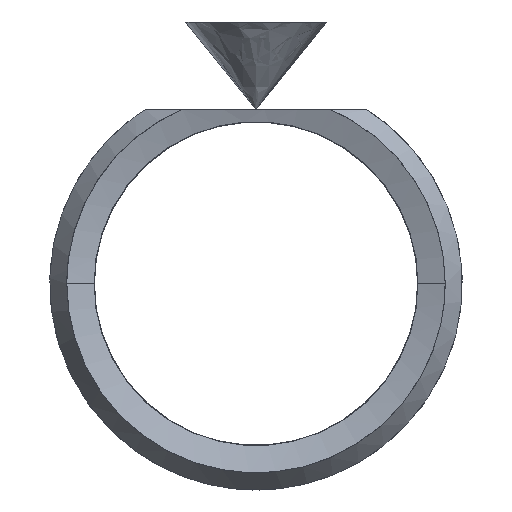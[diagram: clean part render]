
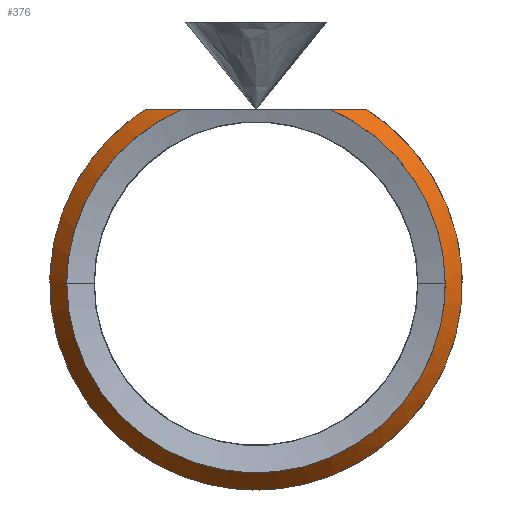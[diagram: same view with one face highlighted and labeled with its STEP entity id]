
A CAD part, top view. The second image highlights one B-rep face of the part: STEP entity #376.
In plain terms, the highlighted free-form (B-spline) face has degree [2, 1] with [7, 2] control points.
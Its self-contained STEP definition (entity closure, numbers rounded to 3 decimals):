
#376 = ADVANCED_FACE('',(#377),#439,.T.);
#377 = FACE_BOUND('',#378,.T.);
#378 = EDGE_LOOP('',(#379,#389,#401,#411,#423,#431));
#379 = ORIENTED_EDGE('',*,*,#380,.T.);
#380 = EDGE_CURVE('',#381,#383,#385,.T.);
#381 = VERTEX_POINT('',#382);
#382 = CARTESIAN_POINT('',(142.112,0.,
    17.653));
#383 = VERTEX_POINT('',#384);
#384 = CARTESIAN_POINT('',(55.276,130.921,
    17.653));
#385 = ( BOUNDED_CURVE() B_SPLINE_CURVE(2,(#386,#387,#388),
.UNSPECIFIED.,.F.,.F.) B_SPLINE_CURVE_WITH_KNOTS((3,3),(0.,
1.171),.PIECEWISE_BEZIER_KNOTS.) CURVE() 
GEOMETRIC_REPRESENTATION_ITEM() RATIONAL_B_SPLINE_CURVE((1.,
0.833,1.)) REPRESENTATION_ITEM('') );
#386 = CARTESIAN_POINT('',(142.112,0.,17.653));
#387 = CARTESIAN_POINT('',(142.112,94.258,
    17.653));
#388 = CARTESIAN_POINT('',(55.276,130.921,
    17.653));
#389 = ORIENTED_EDGE('',*,*,#390,.T.);
#390 = EDGE_CURVE('',#383,#391,#393,.T.);
#391 = VERTEX_POINT('',#392);
#392 = CARTESIAN_POINT('',(82.857,130.921,0.));
#393 = B_SPLINE_CURVE_WITH_KNOTS('',3,(#394,#395,#396,#397,#398,#399,
    #400),.UNSPECIFIED.,.F.,.F.,(4,1,1,1,4),(0.,0.25,0.5,0.75,1.),
  .QUASI_UNIFORM_KNOTS.);
#394 = CARTESIAN_POINT('',(55.276,130.921,
    17.653));
#395 = CARTESIAN_POINT('',(57.403,130.921,
    16.514));
#396 = CARTESIAN_POINT('',(61.738,130.921,
    14.082));
#397 = CARTESIAN_POINT('',(68.457,130.921,
    9.966));
#398 = CARTESIAN_POINT('',(75.452,130.921,
    5.331));
#399 = CARTESIAN_POINT('',(80.354,130.921,
    1.843));
#400 = CARTESIAN_POINT('',(82.857,130.921,0.));
#401 = ORIENTED_EDGE('',*,*,#402,.T.);
#402 = EDGE_CURVE('',#391,#403,#405,.T.);
#403 = VERTEX_POINT('',#404);
#404 = CARTESIAN_POINT('',(-82.857,130.921,0.));
#405 = ( BOUNDED_CURVE() B_SPLINE_CURVE(2,(#406,#407,#408,#409,#410),
.UNSPECIFIED.,.F.,.F.) B_SPLINE_CURVE_WITH_KNOTS((3,2,3),(0.,
2.577,5.155),.PIECEWISE_BEZIER_KNOTS.) CURVE() 
GEOMETRIC_REPRESENTATION_ITEM() RATIONAL_B_SPLINE_CURVE((1.,
0.278,1.,0.278,1.)) REPRESENTATION_ITEM('') );
#406 = CARTESIAN_POINT('',(82.857,130.921,
    0.));
#407 = CARTESIAN_POINT('',(534.537,-154.937,
    0.));
#408 = CARTESIAN_POINT('',(0.,-154.937,
    0.));
#409 = CARTESIAN_POINT('',(-534.537,-154.937,
    0.));
#410 = CARTESIAN_POINT('',(-82.857,130.921,
    0.));
#411 = ORIENTED_EDGE('',*,*,#412,.T.);
#412 = EDGE_CURVE('',#403,#413,#415,.T.);
#413 = VERTEX_POINT('',#414);
#414 = CARTESIAN_POINT('',(-55.276,130.921,
    17.653));
#415 = B_SPLINE_CURVE_WITH_KNOTS('',3,(#416,#417,#418,#419,#420,#421,
    #422),.UNSPECIFIED.,.F.,.F.,(4,1,1,1,4),(0.,0.25,0.5,0.75,1.),
  .QUASI_UNIFORM_KNOTS.);
#416 = CARTESIAN_POINT('',(-82.857,130.921,0.));
#417 = CARTESIAN_POINT('',(-80.357,130.921,
    1.84));
#418 = CARTESIAN_POINT('',(-75.46,130.921,
    5.325));
#419 = CARTESIAN_POINT('',(-68.466,130.921,
    9.96));
#420 = CARTESIAN_POINT('',(-61.744,130.921,
    14.078));
#421 = CARTESIAN_POINT('',(-57.405,130.921,
    16.513));
#422 = CARTESIAN_POINT('',(-55.276,130.921,
    17.653));
#423 = ORIENTED_EDGE('',*,*,#424,.T.);
#424 = EDGE_CURVE('',#413,#425,#427,.T.);
#425 = VERTEX_POINT('',#426);
#426 = CARTESIAN_POINT('',(-142.112,0.,
    17.653));
#427 = ( BOUNDED_CURVE() B_SPLINE_CURVE(2,(#428,#429,#430),
.UNSPECIFIED.,.F.,.F.) B_SPLINE_CURVE_WITH_KNOTS((3,3),(
0.,1.171),.PIECEWISE_BEZIER_KNOTS.) CURVE() 
GEOMETRIC_REPRESENTATION_ITEM() RATIONAL_B_SPLINE_CURVE((1.,
0.833,1.)) REPRESENTATION_ITEM('') );
#428 = CARTESIAN_POINT('',(-55.276,130.921,
    17.653));
#429 = CARTESIAN_POINT('',(-142.112,94.258,
    17.653));
#430 = CARTESIAN_POINT('',(-142.112,0.,
    17.653));
#431 = ORIENTED_EDGE('',*,*,#432,.T.);
#432 = EDGE_CURVE('',#425,#381,#433,.T.);
#433 = ( BOUNDED_CURVE() B_SPLINE_CURVE(2,(#434,#435,#436,#437,#438),
.UNSPECIFIED.,.F.,.F.) B_SPLINE_CURVE_WITH_KNOTS((3,2,3),(0.,
1.571,3.142),.PIECEWISE_BEZIER_KNOTS.) CURVE() 
GEOMETRIC_REPRESENTATION_ITEM() RATIONAL_B_SPLINE_CURVE((1.,
0.707,1.,0.707,1.)) REPRESENTATION_ITEM('') );
#434 = CARTESIAN_POINT('',(-142.112,0.,17.653));
#435 = CARTESIAN_POINT('',(-142.112,-142.112,
    17.653));
#436 = CARTESIAN_POINT('',(0.,-142.112,
    17.653));
#437 = CARTESIAN_POINT('',(142.112,-142.112,
    17.653));
#438 = CARTESIAN_POINT('',(142.112,0.,
    17.653));
#439 = ( BOUNDED_SURFACE() B_SPLINE_SURFACE(2,1,(
    (#440,#441)
    ,(#442,#443)
    ,(#444,#445)
    ,(#446,#447)
    ,(#448,#449)
    ,(#450,#451)
,(#452,#453
    )),.UNSPECIFIED.,.F.,.F.,.F.) B_SPLINE_SURFACE_WITH_KNOTS((3,2,2,3),
  (2,2),(0.11,1.938,3.766,5.594),(
    0.4,20.4),.PIECEWISE_BEZIER_KNOTS.) 
GEOMETRIC_REPRESENTATION_ITEM() RATIONAL_B_SPLINE_SURFACE((
    (1.,1.)
    ,(0.611,0.611)
    ,(1.,1.)
    ,(0.611,0.611)
    ,(1.,1.)
    ,(0.611,0.611)
,(1.,1.))) REPRESENTATION_ITEM('') SURFACE() );
#440 = CARTESIAN_POINT('',(60.265,142.737,
    0.));
#441 = CARTESIAN_POINT('',(55.276,130.921,
    17.653));
#442 = CARTESIAN_POINT('',(245.412,64.566,
    0.));
#443 = CARTESIAN_POINT('',(225.097,59.221,
    17.653));
#444 = CARTESIAN_POINT('',(122.706,-94.599,
    0.));
#445 = CARTESIAN_POINT('',(112.548,-86.768,
    17.653));
#446 = CARTESIAN_POINT('',(0.,-253.763,
    0.));
#447 = CARTESIAN_POINT('',(0.,-232.757,
    17.653));
#448 = CARTESIAN_POINT('',(-122.706,-94.599,
    0.));
#449 = CARTESIAN_POINT('',(-112.548,-86.768,
    17.653));
#450 = CARTESIAN_POINT('',(-245.412,64.566,
    0.));
#451 = CARTESIAN_POINT('',(-225.097,59.221,
    17.653));
#452 = CARTESIAN_POINT('',(-60.265,142.737,
    0.));
#453 = CARTESIAN_POINT('',(-55.276,130.921,
    17.653));
